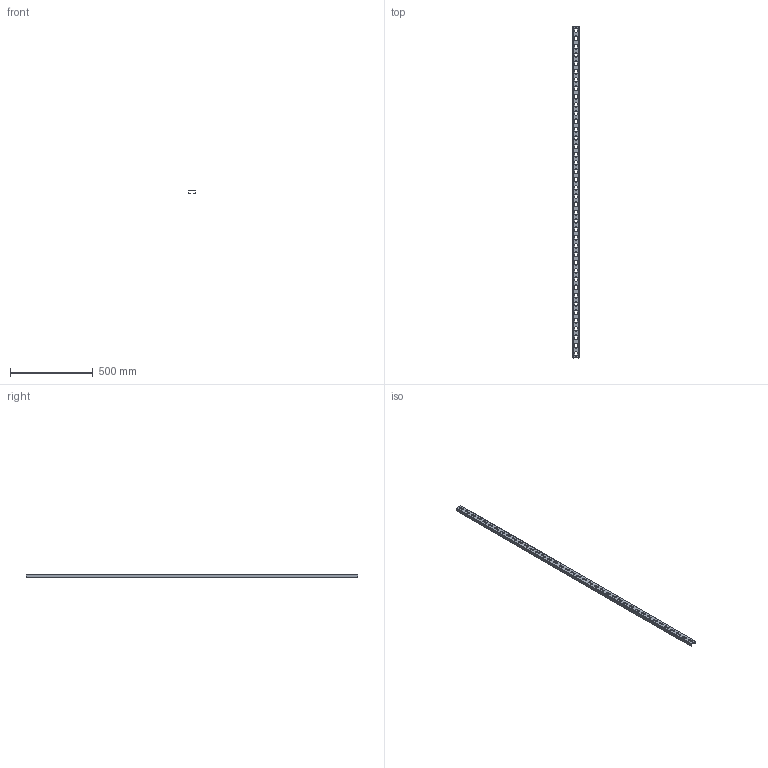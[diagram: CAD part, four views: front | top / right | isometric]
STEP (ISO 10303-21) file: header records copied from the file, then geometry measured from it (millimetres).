
FILE_DESCRIPTION((''),'2;1');
FILE_NAME('610120_PRT','2018-12-05T12:04:25',('tomasz.grudniewski'),(''),'CREO PARAMETRIC BY PTC INC, 2018260','CREO PARAMETRIC BY PTC INC, 2018260','');
FILE_SCHEMA(('CONFIG_CONTROL_DESIGN'));
Length unit declared in the file: millimetre
Products named in the file (1): 610120_PRT
Bounding box: 40 x 2000 x 20.24 mm (x, y, z)
Volume: 197682.2 mm3; surface area: 338077.3 mm2
Topology: 1 solids, 1 shells, 198 faces, 556 edges, 360 vertices
Faces by surface type: plane 110, cylinder 88
Entity records: 6578 total; most frequent: DIRECTION 1128, CARTESIAN_POINT 1114, ORIENTED_EDGE 1112, EDGE_CURVE 556, VECTOR 380, LINE 380, AXIS2_PLACEMENT_3D 374, VERTEX_POINT 360
